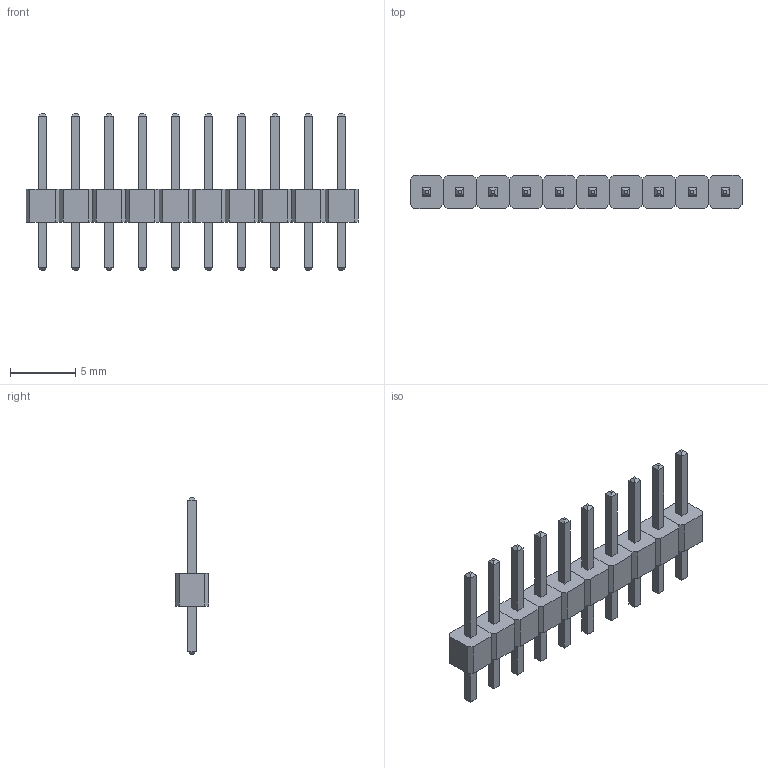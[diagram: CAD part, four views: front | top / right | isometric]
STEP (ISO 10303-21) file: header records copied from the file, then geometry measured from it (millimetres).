
FILE_DESCRIPTION(('FreeCAD Model'),'2;1');
FILE_NAME('BaretteBroche-M-M-10x1-2.54-00Deg.step','2016-12-05T10:38:55',('Daniel Sallin'),('Daniel-STP'), 'Open CASCADE STEP processor 6.8','FreeCAD','Unknown');
FILE_SCHEMA(('AUTOMOTIVE_DESIGN_CC2 { 1 2 10303 214 -1 1 5 4 }'));
Length unit declared in the file: millimetre
Products named in the file (2): ASSEMBLY; Array
Assembly tree (1 placements, depth 2):
  ASSEMBLY
    Array
Bounding box: 25.4 x 2.54 x 12 mm (x, y, z)
Volume: 193.7 mm3; surface area: 594 mm2
Topology: 10 solids, 10 shells, 280 faces, 640 edges, 400 vertices
Faces by surface type: plane 280
Entity records: 15866 total; most frequent: CARTESIAN_POINT 2762, DIRECTION 2324, LINE 1760, VECTOR 1760, ORIENTED_EDGE 1280, PCURVE 1280, DEFINITIONAL_REPRESENTATION 1280, EDGE_CURVE 640
